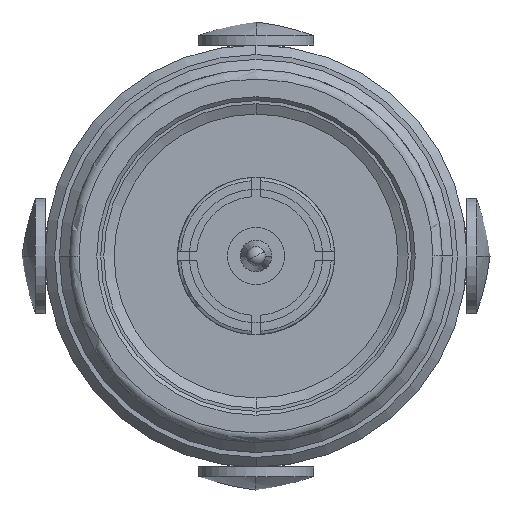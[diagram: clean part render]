
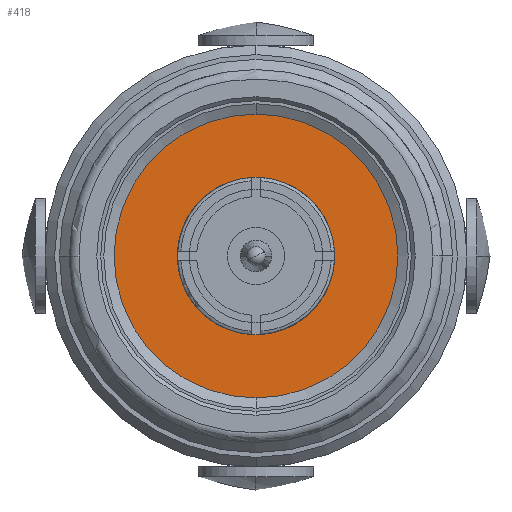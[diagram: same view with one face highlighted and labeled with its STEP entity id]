
A CAD part, front view. The second image highlights one B-rep face of the part: STEP entity #418.
In plain terms, the highlighted planar face has unit normal (0, -1, 0).
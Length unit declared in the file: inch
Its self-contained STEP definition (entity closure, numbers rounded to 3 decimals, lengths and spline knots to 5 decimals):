
#342 = VERTEX_POINT ( 'NONE', #4046 ) ;
#418 = ADVANCED_FACE ( 'NONE', ( #1005, #1799 ), #4254, .T. ) ;
#913 = AXIS2_PLACEMENT_3D ( 'NONE', #2918, #6163, #2125 ) ;
#1005 = FACE_BOUND ( 'NONE', #5747, .T. ) ;
#1236 = VERTEX_POINT ( 'NONE', #5053 ) ;
#1455 = DIRECTION ( 'NONE',  ( 0., -1., 0. ) ) ;
#1574 = ORIENTED_EDGE ( 'NONE', *, *, #4547, .T. ) ;
#1799 = FACE_OUTER_BOUND ( 'NONE', #6107, .T. ) ;
#2125 = DIRECTION ( 'NONE',  ( 0., 0., 1. ) ) ;
#2317 = VERTEX_POINT ( 'NONE', #3959 ) ;
#2370 = VERTEX_POINT ( 'NONE', #4660 ) ;
#2408 = DIRECTION ( 'NONE',  ( 0., 1., 0. ) ) ;
#2454 = EDGE_CURVE ( 'NONE', #2370, #2317, #7339, .T. ) ;
#2593 = CIRCLE ( 'NONE', #4811, 0.16142 ) ;
#2918 = CARTESIAN_POINT ( 'NONE',  ( 0., 0.38898, 0. ) ) ;
#3032 = EDGE_CURVE ( 'NONE', #1236, #342, #8717, .T. ) ;
#3040 = CARTESIAN_POINT ( 'NONE',  ( 0., 0.38898, 0. ) ) ;
#3151 = DIRECTION ( 'NONE',  ( 0., 0., 1. ) ) ;
#3959 = CARTESIAN_POINT ( 'NONE',  ( 0., 0.38898, -0.34626 ) ) ;
#4022 = DIRECTION ( 'NONE',  ( 0., 0., 1. ) ) ;
#4046 = CARTESIAN_POINT ( 'NONE',  ( 0., 0.38898, 0.16142 ) ) ;
#4254 = PLANE ( 'NONE',  #5047 ) ;
#4547 = EDGE_CURVE ( 'NONE', #2317, #2370, #10119, .T. ) ;
#4654 = DIRECTION ( 'NONE',  ( 0., 1., 0. ) ) ;
#4660 = CARTESIAN_POINT ( 'NONE',  ( 0., 0.38898, 0.34626 ) ) ;
#4709 = DIRECTION ( 'NONE',  ( 0., 0., 1. ) ) ;
#4811 = AXIS2_PLACEMENT_3D ( 'NONE', #3040, #4654, #3151 ) ;
#4833 = ORIENTED_EDGE ( 'NONE', *, *, #3032, .T. ) ;
#4894 = DIRECTION ( 'NONE',  ( 0., 0., -1. ) ) ;
#5047 = AXIS2_PLACEMENT_3D ( 'NONE', #5895, #6484, #4894 ) ;
#5053 = CARTESIAN_POINT ( 'NONE',  ( 0., 0.38898, -0.16142 ) ) ;
#5492 = AXIS2_PLACEMENT_3D ( 'NONE', #5519, #2408, #4022 ) ;
#5506 = CARTESIAN_POINT ( 'NONE',  ( 0., 0.38898, 0. ) ) ;
#5519 = CARTESIAN_POINT ( 'NONE',  ( 0., 0.38898, 0. ) ) ;
#5747 = EDGE_LOOP ( 'NONE', ( #9761, #4833 ) ) ;
#5895 = CARTESIAN_POINT ( 'NONE',  ( 0., 0.38898, 0.2815 ) ) ;
#6107 = EDGE_LOOP ( 'NONE', ( #6561, #1574 ) ) ;
#6163 = DIRECTION ( 'NONE',  ( 0., -1., 0. ) ) ;
#6314 = AXIS2_PLACEMENT_3D ( 'NONE', #5506, #1455, #4709 ) ;
#6484 = DIRECTION ( 'NONE',  ( 0., -1., 0. ) ) ;
#6561 = ORIENTED_EDGE ( 'NONE', *, *, #2454, .T. ) ;
#7339 = CIRCLE ( 'NONE', #6314, 0.34626 ) ;
#8717 = CIRCLE ( 'NONE', #5492, 0.16142 ) ;
#8810 = EDGE_CURVE ( 'NONE', #342, #1236, #2593, .T. ) ;
#9761 = ORIENTED_EDGE ( 'NONE', *, *, #8810, .T. ) ;
#10119 = CIRCLE ( 'NONE', #913, 0.34626 ) ;
